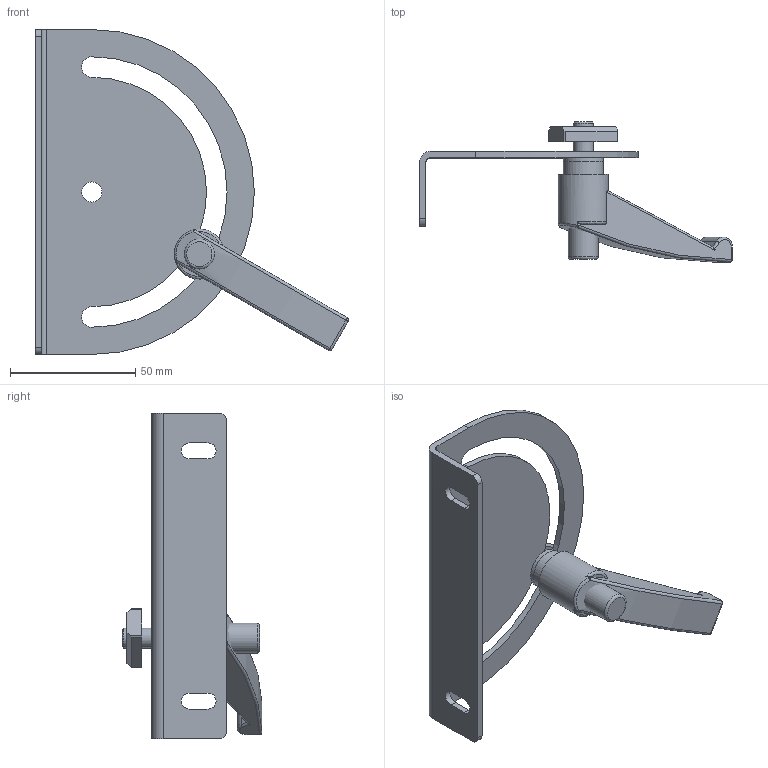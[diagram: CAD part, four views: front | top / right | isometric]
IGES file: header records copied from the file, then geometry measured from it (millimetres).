
Global section: file name: 324548.stp; native system: Autodesk Inventor 2014; preprocessor: unknown; author: zeman; date: 20151016.122844; units: millimetre
Bounding box: 125.18 x 55.99 x 130 mm (x, y, z)
Volume: 51596.2 mm3; surface area: 34989.9 mm2
Topology: 5 solids, 5 shells, 87 faces, 209 edges, 132 vertices
Faces by surface type: plane 39, cylinder 21, revolution 21, sphere 4, cone 1, bspline 1
Full cylindrical faces by diameter (mm): 8 x1, 12 x1, 16 x2, 20 x1
